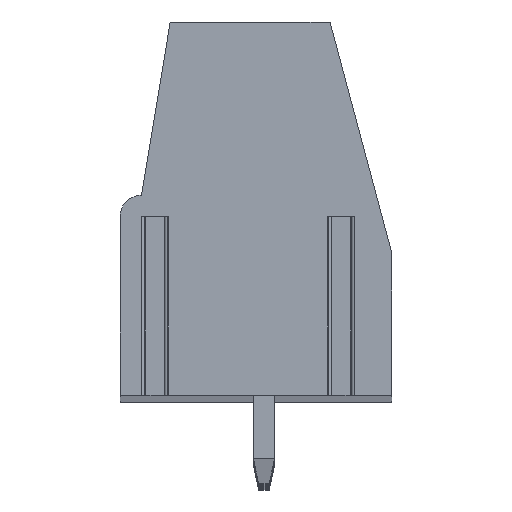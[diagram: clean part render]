
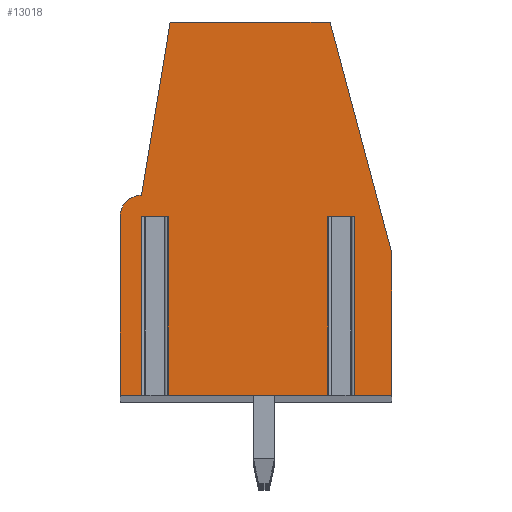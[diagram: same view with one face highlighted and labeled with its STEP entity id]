
A CAD part, top view. The second image highlights one B-rep face of the part: STEP entity #13018.
In plain terms, the highlighted planar face has unit normal (0, 0, 1).
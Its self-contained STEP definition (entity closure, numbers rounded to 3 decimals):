
#35=DIRECTION('',(1.,0.,0.));
#36=VECTOR('',#35,0.958);
#37=CARTESIAN_POINT('',(-3.979,1.095,146.25));
#38=LINE('',#37,#36);
#39=DIRECTION('',(0.,1.,0.));
#40=VECTOR('',#39,6.7);
#41=CARTESIAN_POINT('',(-3.979,-5.605,146.25));
#42=LINE('',#41,#40);
#43=DIRECTION('',(-1.,0.,0.));
#44=VECTOR('',#43,0.821);
#45=CARTESIAN_POINT('',(-3.979,-5.605,146.25));
#46=LINE('',#45,#44);
#47=DIRECTION('',(0.,1.,0.));
#48=VECTOR('',#47,6.7);
#49=CARTESIAN_POINT('',(-4.8,-5.605,146.25));
#50=LINE('',#49,#48);
#51=CARTESIAN_POINT('',(-4.,1.095,146.25));
#52=DIRECTION('',(0.,0.,-1.));
#53=DIRECTION('',(-1.,0.,0.));
#54=AXIS2_PLACEMENT_3D('',#51,#52,#53);
#56=DIRECTION('',(0.164,0.986,0.));
#57=VECTOR('',#56,6.589);
#58=CARTESIAN_POINT('',(-3.999,1.895,146.25));
#59=LINE('',#58,#57);
#60=DIRECTION('',(1.,0.,0.));
#61=VECTOR('',#60,6.);
#62=CARTESIAN_POINT('',(-2.92,8.395,146.25));
#63=LINE('',#62,#61);
#64=DIRECTION('',(0.258,-0.966,0.));
#65=VECTOR('',#64,9.004);
#66=CARTESIAN_POINT('',(3.08,8.395,146.25));
#67=LINE('',#66,#65);
#68=DIRECTION('',(0.,-1.,0.));
#69=VECTOR('',#68,5.3);
#70=CARTESIAN_POINT('',(5.4,-0.305,146.25));
#71=LINE('',#70,#69);
#72=DIRECTION('',(-1.,0.,0.));
#73=VECTOR('',#72,1.421);
#74=CARTESIAN_POINT('',(5.4,-5.605,146.25));
#75=LINE('',#74,#73);
#76=DIRECTION('',(0.,1.,0.));
#77=VECTOR('',#76,6.7);
#78=CARTESIAN_POINT('',(3.979,-5.605,146.25));
#79=LINE('',#78,#77);
#80=DIRECTION('',(1.,0.,0.));
#81=VECTOR('',#80,0.958);
#82=CARTESIAN_POINT('',(3.021,1.095,146.25));
#83=LINE('',#82,#81);
#84=DIRECTION('',(0.,1.,0.));
#85=VECTOR('',#84,6.7);
#86=CARTESIAN_POINT('',(3.021,-5.605,146.25));
#87=LINE('',#86,#85);
#88=DIRECTION('',(-1.,0.,0.));
#89=VECTOR('',#88,6.042);
#90=CARTESIAN_POINT('',(3.021,-5.605,146.25));
#91=LINE('',#90,#89);
#92=DIRECTION('',(0.,1.,0.));
#93=VECTOR('',#92,6.7);
#94=CARTESIAN_POINT('',(-3.021,-5.605,146.25));
#95=LINE('',#94,#93);
#10121=CARTESIAN_POINT('',(-3.999,1.895,146.25));
#10122=CARTESIAN_POINT('',(-2.92,8.395,146.25));
#10123=VERTEX_POINT('',#10121);
#10124=VERTEX_POINT('',#10122);
#10125=CARTESIAN_POINT('',(-4.8,1.095,146.25));
#10126=VERTEX_POINT('',#10125);
#10127=CARTESIAN_POINT('',(-4.8,-5.605,146.25));
#10128=VERTEX_POINT('',#10127);
#10129=CARTESIAN_POINT('',(5.4,-0.305,146.25));
#10130=CARTESIAN_POINT('',(5.4,-5.605,146.25));
#10131=VERTEX_POINT('',#10129);
#10132=VERTEX_POINT('',#10130);
#10133=CARTESIAN_POINT('',(3.08,8.395,146.25));
#10134=VERTEX_POINT('',#10133);
#10221=CARTESIAN_POINT('',(-3.979,1.095,146.25));
#10222=CARTESIAN_POINT('',(-3.021,1.095,146.25));
#10223=VERTEX_POINT('',#10221);
#10224=VERTEX_POINT('',#10222);
#10225=CARTESIAN_POINT('',(3.021,1.095,146.25));
#10226=CARTESIAN_POINT('',(3.979,1.095,146.25));
#10227=VERTEX_POINT('',#10225);
#10228=VERTEX_POINT('',#10226);
#10229=CARTESIAN_POINT('',(3.021,-5.605,146.25));
#10230=VERTEX_POINT('',#10229);
#10231=CARTESIAN_POINT('',(3.979,-5.605,146.25));
#10232=VERTEX_POINT('',#10231);
#10233=CARTESIAN_POINT('',(-3.979,-5.605,146.25));
#10234=VERTEX_POINT('',#10233);
#10235=CARTESIAN_POINT('',(-3.021,-5.605,146.25));
#10236=VERTEX_POINT('',#10235);
#12981=CARTESIAN_POINT('',(0.,0.,146.25));
#12982=DIRECTION('',(0.,0.,1.));
#12983=DIRECTION('',(1.,0.,0.));
#12984=AXIS2_PLACEMENT_3D('',#12981,#12982,#12983);
#12985=PLANE('',#12984);
#12987=ORIENTED_EDGE('',*,*,#12986,.F.);
#12989=ORIENTED_EDGE('',*,*,#12988,.F.);
#12991=ORIENTED_EDGE('',*,*,#12990,.T.);
#12993=ORIENTED_EDGE('',*,*,#12992,.T.);
#12995=ORIENTED_EDGE('',*,*,#12994,.T.);
#12997=ORIENTED_EDGE('',*,*,#12996,.T.);
#12999=ORIENTED_EDGE('',*,*,#12998,.T.);
#13001=ORIENTED_EDGE('',*,*,#13000,.T.);
#13003=ORIENTED_EDGE('',*,*,#13002,.T.);
#13005=ORIENTED_EDGE('',*,*,#13004,.T.);
#13007=ORIENTED_EDGE('',*,*,#13006,.T.);
#13009=ORIENTED_EDGE('',*,*,#13008,.F.);
#13011=ORIENTED_EDGE('',*,*,#13010,.F.);
#13013=ORIENTED_EDGE('',*,*,#13012,.T.);
#13015=ORIENTED_EDGE('',*,*,#13014,.T.);
#13016=EDGE_LOOP('',(#12987,#12989,#12991,#12993,#12995,#12997,#12999,#13001,
#13003,#13005,#13007,#13009,#13011,#13013,#13015));
#13017=FACE_OUTER_BOUND('',#13016,.F.);
#55=CIRCLE('',#54,0.8);
#12986=EDGE_CURVE('',#10223,#10224,#38,.T.);
#12988=EDGE_CURVE('',#10234,#10223,#42,.T.);
#12990=EDGE_CURVE('',#10234,#10128,#46,.T.);
#12992=EDGE_CURVE('',#10128,#10126,#50,.T.);
#12994=EDGE_CURVE('',#10126,#10123,#55,.T.);
#12996=EDGE_CURVE('',#10123,#10124,#59,.T.);
#12998=EDGE_CURVE('',#10124,#10134,#63,.T.);
#13000=EDGE_CURVE('',#10134,#10131,#67,.T.);
#13002=EDGE_CURVE('',#10131,#10132,#71,.T.);
#13004=EDGE_CURVE('',#10132,#10232,#75,.T.);
#13006=EDGE_CURVE('',#10232,#10228,#79,.T.);
#13008=EDGE_CURVE('',#10227,#10228,#83,.T.);
#13010=EDGE_CURVE('',#10230,#10227,#87,.T.);
#13012=EDGE_CURVE('',#10230,#10236,#91,.T.);
#13014=EDGE_CURVE('',#10236,#10224,#95,.T.);
#13018=ADVANCED_FACE('',(#13017),#12985,.T.);
